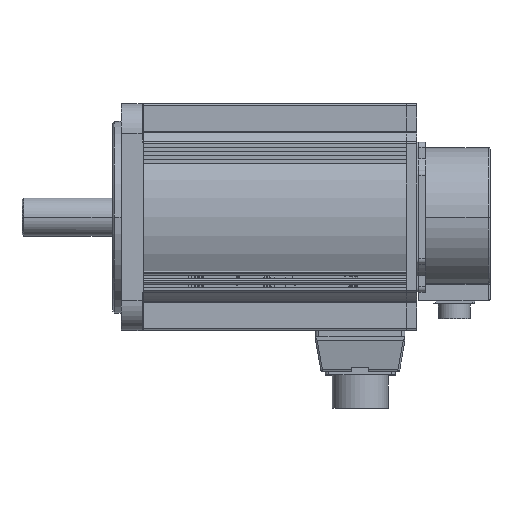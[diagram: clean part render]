
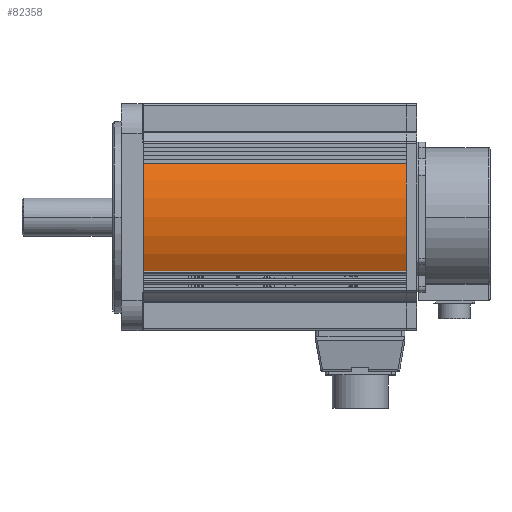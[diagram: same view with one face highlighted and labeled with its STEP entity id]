
A CAD part, top view. The second image highlights one B-rep face of the part: STEP entity #82358.
In plain terms, the highlighted cylindrical face has radius 65 mm (diameter 130 mm), a partial arc.
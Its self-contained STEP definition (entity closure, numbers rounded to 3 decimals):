
#3933 = CARTESIAN_POINT ( 'NONE',  ( 69.5, -31., 57.131 ) ) ;
#4869 = EDGE_LOOP ( 'NONE', ( #17496, #11015, #104461, #64801 ) ) ;
#8899 = LINE ( 'NONE', #74762, #70935 ) ;
#10946 = CARTESIAN_POINT ( 'NONE',  ( 220.6, 0., 0. ) ) ;
#11015 = ORIENTED_EDGE ( 'NONE', *, *, #19085, .F. ) ;
#14004 = CIRCLE ( 'NONE', #94304, 65. ) ;
#16223 = EDGE_CURVE ( 'NONE', #90170, #49688, #14004, .T. ) ;
#17496 = ORIENTED_EDGE ( 'NONE', *, *, #77713, .T. ) ;
#19064 = DIRECTION ( 'NONE',  ( 0., -1., 0. ) ) ;
#19085 = EDGE_CURVE ( 'NONE', #49688, #91875, #8899, .T. ) ;
#20325 = DIRECTION ( 'NONE',  ( -1., 0., 0. ) ) ;
#20346 = DIRECTION ( 'NONE',  ( 0., 1., 0. ) ) ;
#20735 = DIRECTION ( 'NONE',  ( 1., 0., 0. ) ) ;
#21525 = AXIS2_PLACEMENT_3D ( 'NONE', #30011, #20735, #20346 ) ;
#26819 = DIRECTION ( 'NONE',  ( 1., 0., 0. ) ) ;
#30011 = CARTESIAN_POINT ( 'NONE',  ( 69.5, 0., 0. ) ) ;
#34870 = CARTESIAN_POINT ( 'NONE',  ( 220.6, 0., 0. ) ) ;
#36061 = DIRECTION ( 'NONE',  ( 0., 1., 0. ) ) ;
#39589 = CARTESIAN_POINT ( 'NONE',  ( 220.6, -31., 57.131 ) ) ;
#40068 = CARTESIAN_POINT ( 'NONE',  ( 69.5, 31., 57.131 ) ) ;
#41679 = EDGE_CURVE ( 'NONE', #90170, #53062, #49625, .T. ) ;
#43742 = CIRCLE ( 'NONE', #21525, 65. ) ;
#47572 = DIRECTION ( 'NONE',  ( -1., 0., 0. ) ) ;
#49625 = LINE ( 'NONE', #93942, #71270 ) ;
#49688 = VERTEX_POINT ( 'NONE', #39589 ) ;
#53062 = VERTEX_POINT ( 'NONE', #40068 ) ;
#55315 = DIRECTION ( 'NONE',  ( -1., 0., 0. ) ) ;
#64801 = ORIENTED_EDGE ( 'NONE', *, *, #41679, .T. ) ;
#70935 = VECTOR ( 'NONE', #20325, 1000. ) ;
#71270 = VECTOR ( 'NONE', #47572, 1000. ) ;
#72252 = AXIS2_PLACEMENT_3D ( 'NONE', #10946, #55315, #19064 ) ;
#74762 = CARTESIAN_POINT ( 'NONE',  ( 220.6, -31., 57.131 ) ) ;
#77713 = EDGE_CURVE ( 'NONE', #53062, #91875, #43742, .T. ) ;
#82358 = ADVANCED_FACE ( 'NONE', ( #84965 ), #115415, .T. ) ;
#84965 = FACE_OUTER_BOUND ( 'NONE', #4869, .T. ) ;
#90170 = VERTEX_POINT ( 'NONE', #112610 ) ;
#91875 = VERTEX_POINT ( 'NONE', #3933 ) ;
#93942 = CARTESIAN_POINT ( 'NONE',  ( 220.6, 31., 57.131 ) ) ;
#94304 = AXIS2_PLACEMENT_3D ( 'NONE', #34870, #26819, #36061 ) ;
#104461 = ORIENTED_EDGE ( 'NONE', *, *, #16223, .F. ) ;
#112610 = CARTESIAN_POINT ( 'NONE',  ( 220.6, 31., 57.131 ) ) ;
#115415 = CYLINDRICAL_SURFACE ( 'NONE', #72252, 65. ) ;
